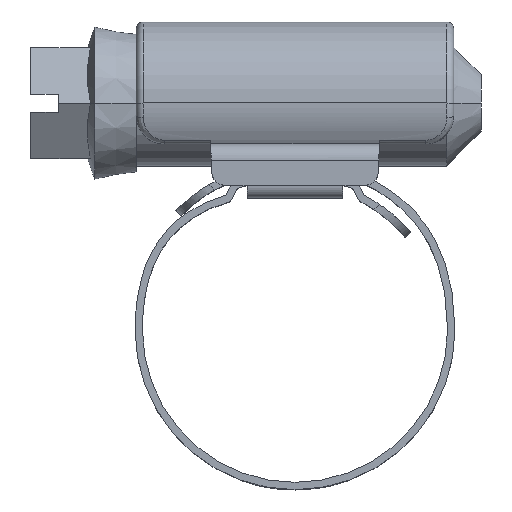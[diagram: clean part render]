
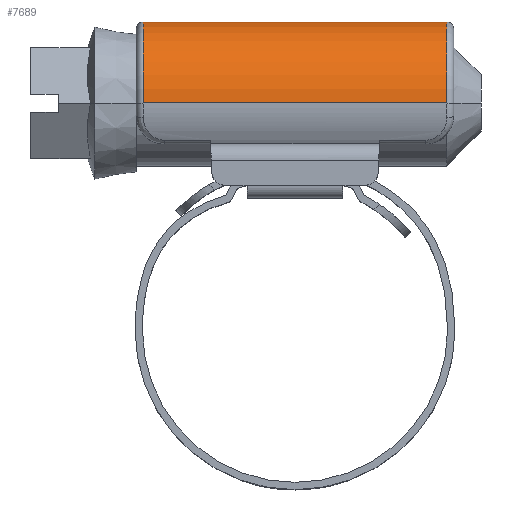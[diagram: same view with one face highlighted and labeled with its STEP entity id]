
A CAD part, top view. The second image highlights one B-rep face of the part: STEP entity #7689.
In plain terms, the highlighted cylindrical face has radius 5.85 mm (diameter 11.7 mm), a partial arc.
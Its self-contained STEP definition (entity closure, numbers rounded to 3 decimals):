
#55 = CYLINDRICAL_SURFACE ( 'NONE', #268, 5.85 ) ;
#225 = EDGE_CURVE ( 'NONE', #8095, #5731, #1549, .T. ) ;
#268 = AXIS2_PLACEMENT_3D ( 'NONE', #568, #747, #1348 ) ;
#496 = EDGE_CURVE ( 'NONE', #7555, #8095, #3427, .T. ) ;
#568 = CARTESIAN_POINT ( 'NONE',  ( -11.438, 16.35, 0. ) ) ;
#582 = ORIENTED_EDGE ( 'NONE', *, *, #7107, .T. ) ;
#747 = DIRECTION ( 'NONE',  ( 1., 0., 0. ) ) ;
#757 = LINE ( 'NONE', #7843, #6079 ) ;
#941 = CARTESIAN_POINT ( 'NONE',  ( -11.438, 16.35, 5.85 ) ) ;
#1181 = CARTESIAN_POINT ( 'NONE',  ( -10.937, 16.35, -5.85 ) ) ;
#1328 = DIRECTION ( 'NONE',  ( 1., 0., 0. ) ) ;
#1348 = DIRECTION ( 'NONE',  ( 0., 0., -1. ) ) ;
#1549 = LINE ( 'NONE', #941, #8148 ) ;
#2016 = VERTEX_POINT ( 'NONE', #8393 ) ;
#2879 = ORIENTED_EDGE ( 'NONE', *, *, #225, .T. ) ;
#3261 = DIRECTION ( 'NONE',  ( 1., 0., 0. ) ) ;
#3427 = CIRCLE ( 'NONE', #4940, 5.85 ) ;
#3514 = ORIENTED_EDGE ( 'NONE', *, *, #496, .T. ) ;
#3595 = CIRCLE ( 'NONE', #5117, 5.85 ) ;
#3658 = CARTESIAN_POINT ( 'NONE',  ( 10.937, 16.35, 5.85 ) ) ;
#3845 = ORIENTED_EDGE ( 'NONE', *, *, #7416, .F. ) ;
#4940 = AXIS2_PLACEMENT_3D ( 'NONE', #7199, #1328, #7942 ) ;
#5117 = AXIS2_PLACEMENT_3D ( 'NONE', #7946, #6602, #6685 ) ;
#5731 = VERTEX_POINT ( 'NONE', #3658 ) ;
#6079 = VECTOR ( 'NONE', #3261, 1000. ) ;
#6136 = CARTESIAN_POINT ( 'NONE',  ( -10.938, 16.35, 5.85 ) ) ;
#6600 = EDGE_LOOP ( 'NONE', ( #3514, #2879, #582, #3845 ) ) ;
#6602 = DIRECTION ( 'NONE',  ( -1., 0., 0. ) ) ;
#6685 = DIRECTION ( 'NONE',  ( 0., 0., -1. ) ) ;
#6858 = DIRECTION ( 'NONE',  ( 1., 0., 0. ) ) ;
#7107 = EDGE_CURVE ( 'NONE', #5731, #2016, #3595, .T. ) ;
#7199 = CARTESIAN_POINT ( 'NONE',  ( -10.938, 16.35, 0. ) ) ;
#7221 = FACE_OUTER_BOUND ( 'NONE', #6600, .T. ) ;
#7416 = EDGE_CURVE ( 'NONE', #7555, #2016, #757, .T. ) ;
#7555 = VERTEX_POINT ( 'NONE', #1181 ) ;
#7689 = ADVANCED_FACE ( 'NONE', ( #7221 ), #55, .T. ) ;
#7843 = CARTESIAN_POINT ( 'NONE',  ( -11.437, 16.35, -5.85 ) ) ;
#7942 = DIRECTION ( 'NONE',  ( 0., 0., 1. ) ) ;
#7946 = CARTESIAN_POINT ( 'NONE',  ( 10.938, 16.35, 0. ) ) ;
#8095 = VERTEX_POINT ( 'NONE', #6136 ) ;
#8148 = VECTOR ( 'NONE', #6858, 1000. ) ;
#8393 = CARTESIAN_POINT ( 'NONE',  ( 10.938, 16.35, -5.85 ) ) ;
